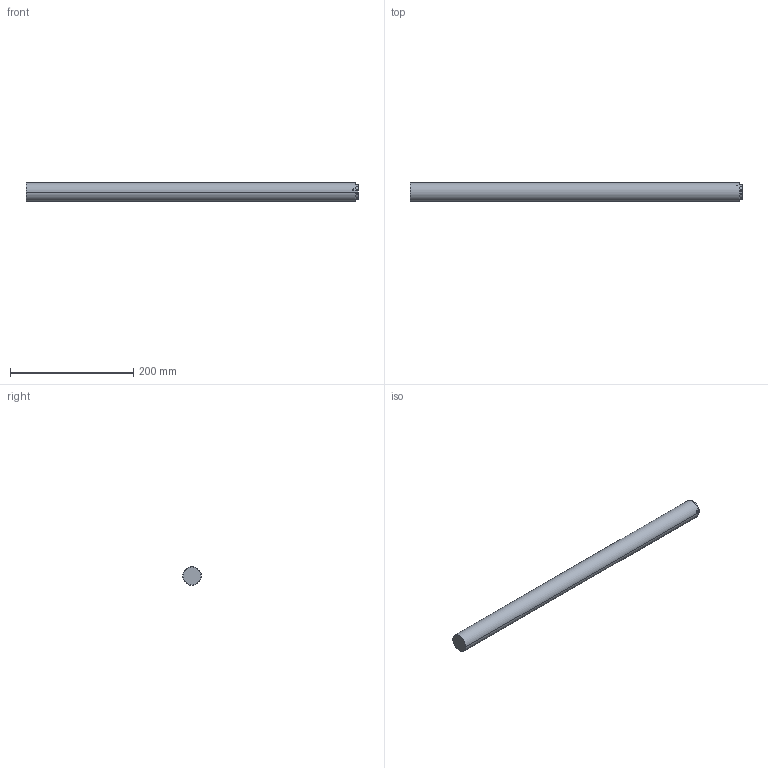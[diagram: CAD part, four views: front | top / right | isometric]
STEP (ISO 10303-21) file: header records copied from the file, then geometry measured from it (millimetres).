
FILE_DESCRIPTION (( 'STEP AP203' ), '1' );
FILE_NAME ('WH067-600A-230.STEP', '2023-05-19T01:01:00', ( '' ), ( '' ), 'SwSTEP 2.0', 'SolidWorks 2017', '' );
FILE_SCHEMA (( 'CONFIG_CONTROL_DESIGN' ));
Length unit declared in the file: millimetre
Products named in the file (1): WH067-600A-230
Bounding box: 539.7 x 30 x 30 mm (x, y, z)
Volume: 380555.9 mm3; surface area: 52364.7 mm2
Topology: 1 solids, 1 shells, 28 faces, 60 edges, 33 vertices
Faces by surface type: cone 12, cylinder 12, plane 4
Entity records: 889 total; most frequent: CARTESIAN_POINT 230, DIRECTION 130, ORIENTED_EDGE 108, EDGE_CURVE 54, AXIS2_PLACEMENT_3D 53, VERTEX_POINT 33, EDGE_LOOP 33, FACE_OUTER_BOUND 28
